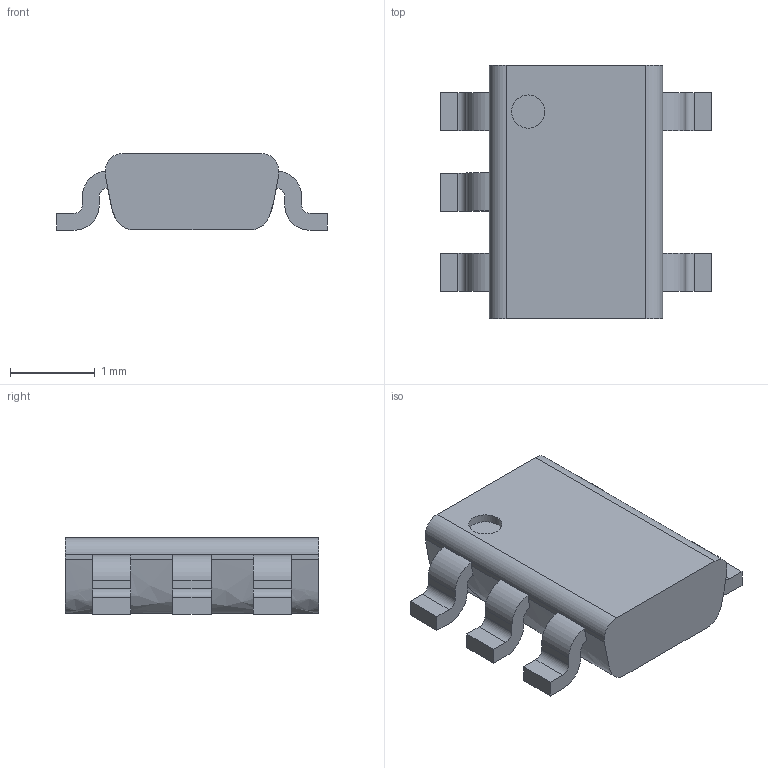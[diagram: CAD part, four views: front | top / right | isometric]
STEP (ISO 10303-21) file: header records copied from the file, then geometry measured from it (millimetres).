
FILE_DESCRIPTION(('FreeCAD Model'),'2;1');
FILE_NAME('SOT23_5.step', '2017-11-20T13:06:29',('kicad StepUp'),('ksu MCAD'), 'Open CASCADE STEP processor 6.8','FreeCAD','Unknown');
FILE_SCHEMA(('AUTOMOTIVE_DESIGN_CC2 { 1 2 10303 214 -1 1 5 4 }'));
Length unit declared in the file: millimetre
Products named in the file (2): ASSEMBLY; SOT23_5
Assembly tree (1 placements, depth 2):
  ASSEMBLY
    SOT23_5
Bounding box: 3.2 x 3 x 0.91 mm (x, y, z)
Volume: 5.6 mm3; surface area: 25.7 mm2
Topology: 1 solids, 1 shells, 74 faces, 211 edges, 140 vertices
Faces by surface type: plane 49, cylinder 23, bspline 2
Full cylindrical faces by diameter (mm): 0.392 x1
Entity records: 2979 total; most frequent: CARTESIAN_POINT 493, ORIENTED_EDGE 422, DIRECTION 387, EDGE_CURVE 211, LINE 147, VECTOR 147, VERTEX_POINT 140, AXIS2_PLACEMENT_3D 120
